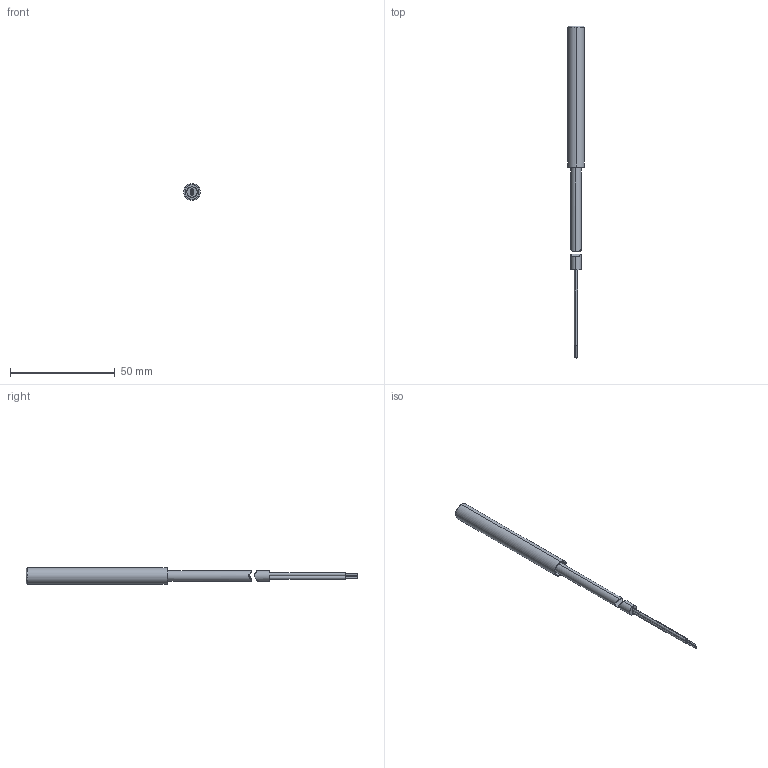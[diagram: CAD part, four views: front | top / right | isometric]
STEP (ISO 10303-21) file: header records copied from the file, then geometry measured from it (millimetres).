
FILE_DESCRIPTION (( 'STEP AP214' ), '1' );
FILE_NAME ('A082.STEP', '2022-02-08T13:35:54', ( '' ), ( '' ), 'SwSTEP 2.0', 'SolidWorks 2021', '' );
FILE_SCHEMA (( 'AUTOMOTIVE_DESIGN' ));
Length unit declared in the file: millimetre
Products named in the file (3): 1A08 20 00 0000; A082; Cavo 1PDA
Assembly tree (2 placements, depth 2):
  A082
    1A08 20 00 0000
    Cavo 1PDA
Bounding box: 8 x 158.2 x 8 mm (x, y, z)
Volume: 1928.9 mm3; surface area: 4406.2 mm2
Topology: 3 solids, 3 shells, 32 faces, 61 edges, 40 vertices
Faces by surface type: cylinder 17, plane 11, cone 2, bspline 2
Entity records: 1258 total; most frequent: CARTESIAN_POINT 316, DIRECTION 159, ORIENTED_EDGE 122, AXIS2_PLACEMENT_3D 67, EDGE_CURVE 61, VERTEX_POINT 40, EDGE_LOOP 37, ADVANCED_FACE 32
